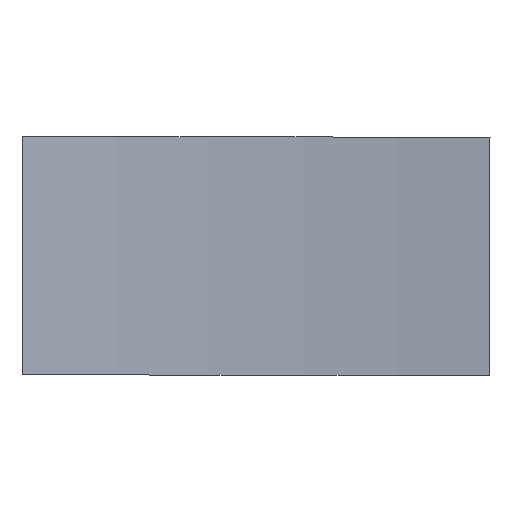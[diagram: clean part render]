
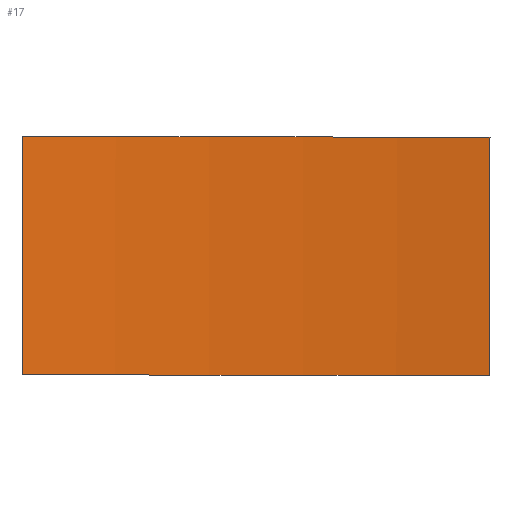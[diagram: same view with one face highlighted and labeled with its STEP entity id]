
A CAD part, top view. The second image highlights one B-rep face of the part: STEP entity #17.
In plain terms, the highlighted cylindrical face has radius 54.431 mm (diameter 108.861 mm), a partial arc.
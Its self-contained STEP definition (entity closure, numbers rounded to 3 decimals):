
#17 = ADVANCED_FACE('',(#18),#33,.F.);
#18 = FACE_BOUND('',#19,.F.);
#19 = EDGE_LOOP('',(#20,#66,#104,#143));
#20 = ORIENTED_EDGE('',*,*,#21,.T.);
#21 = EDGE_CURVE('',#22,#24,#26,.T.);
#22 = VERTEX_POINT('',#23);
#23 = CARTESIAN_POINT('',(-7.846,4.011,
    0.012));
#24 = VERTEX_POINT('',#25);
#25 = CARTESIAN_POINT('',(7.857,3.989,
    -0.01));
#26 = SURFACE_CURVE('',#27,(#32),.PCURVE_S1.);
#27 = CIRCLE('',#28,54.431);
#28 = AXIS2_PLACEMENT_3D('',#29,#30,#31);
#29 = CARTESIAN_POINT('',(0.078,3.988,
    53.862));
#30 = DIRECTION('',(-0.001,-1.,
    0.));
#31 = DIRECTION('',(-0.146,0.,-0.989)
  );
#32 = PCURVE('',#33,#38);
#33 = CYLINDRICAL_SURFACE('',#34,54.431);
#34 = AXIS2_PLACEMENT_3D('',#35,#36,#37);
#35 = CARTESIAN_POINT('',(0.08,4.788,
    53.862));
#36 = DIRECTION('',(-0.001,-1.,
    0.));
#37 = DIRECTION('',(-0.913,0.001,-0.409)
  );
#38 = DEFINITIONAL_REPRESENTATION('',(#39),#65);
#39 = B_SPLINE_CURVE_WITH_KNOTS('',3,(#40,#41,#42,#43,#44,#45,#46,#47,
    #48,#49,#50,#51,#52,#53,#54,#55,#56,#57,#58,#59,#60,#61,#62,#63,#64)
  ,.UNSPECIFIED.,.F.,.F.,(4,1,1,1,1,1,1,1,1,1,1,1,1,1,1,1,1,1,1,1,1,1,4)
  ,(0.,0.013,0.026,0.039,
    0.053,0.066,0.079,
    0.092,0.105,0.118,0.132,
    0.145,0.158,0.171,0.184,
    0.197,0.211,0.224,0.237,
    0.25,0.263,0.276,0.29),
  .QUASI_UNIFORM_KNOTS.);
#40 = CARTESIAN_POINT('',(1.004,0.8));
#41 = CARTESIAN_POINT('',(1.008,0.8));
#42 = CARTESIAN_POINT('',(1.017,0.8));
#43 = CARTESIAN_POINT('',(1.03,0.8));
#44 = CARTESIAN_POINT('',(1.043,0.8));
#45 = CARTESIAN_POINT('',(1.056,0.8));
#46 = CARTESIAN_POINT('',(1.069,0.8));
#47 = CARTESIAN_POINT('',(1.083,0.8));
#48 = CARTESIAN_POINT('',(1.096,0.8));
#49 = CARTESIAN_POINT('',(1.109,0.8));
#50 = CARTESIAN_POINT('',(1.122,0.8));
#51 = CARTESIAN_POINT('',(1.135,0.8));
#52 = CARTESIAN_POINT('',(1.148,0.8));
#53 = CARTESIAN_POINT('',(1.161,0.8));
#54 = CARTESIAN_POINT('',(1.175,0.8));
#55 = CARTESIAN_POINT('',(1.188,0.8));
#56 = CARTESIAN_POINT('',(1.201,0.8));
#57 = CARTESIAN_POINT('',(1.214,0.8));
#58 = CARTESIAN_POINT('',(1.227,0.8));
#59 = CARTESIAN_POINT('',(1.24,0.8));
#60 = CARTESIAN_POINT('',(1.254,0.8));
#61 = CARTESIAN_POINT('',(1.267,0.8));
#62 = CARTESIAN_POINT('',(1.28,0.8));
#63 = CARTESIAN_POINT('',(1.289,0.8));
#64 = CARTESIAN_POINT('',(1.293,0.8));
#65 = ( GEOMETRIC_REPRESENTATION_CONTEXT(2) 
PARAMETRIC_REPRESENTATION_CONTEXT() REPRESENTATION_CONTEXT('2D SPACE',''
  ) );
#66 = ORIENTED_EDGE('',*,*,#67,.T.);
#67 = EDGE_CURVE('',#24,#68,#70,.T.);
#68 = VERTEX_POINT('',#69);
#69 = CARTESIAN_POINT('',(7.846,-4.011,
    -0.012));
#70 = SURFACE_CURVE('',#71,(#75),.PCURVE_S1.);
#71 = LINE('',#72,#73);
#72 = CARTESIAN_POINT('',(7.857,3.989,
    -0.01));
#73 = VECTOR('',#74,1.);
#74 = DIRECTION('',(-0.001,-1.,
    0.));
#75 = PCURVE('',#33,#76);
#76 = DEFINITIONAL_REPRESENTATION('',(#77),#103);
#77 = B_SPLINE_CURVE_WITH_KNOTS('',3,(#78,#79,#80,#81,#82,#83,#84,#85,
    #86,#87,#88,#89,#90,#91,#92,#93,#94,#95,#96,#97,#98,#99,#100,#101,
    #102),.UNSPECIFIED.,.F.,.F.,(4,1,1,1,1,1,1,1,1,1,1,1,1,1,1,1,1,1,1,1
    ,1,1,4),(0.,0.364,0.727,1.091,
    1.455,1.818,2.182,2.545,
    2.909,3.273,3.636,4.,
    4.364,4.727,5.091,5.455,
    5.818,6.182,6.545,6.909,
    7.273,7.636,8.),.QUASI_UNIFORM_KNOTS.);
#78 = CARTESIAN_POINT('',(1.293,0.8));
#79 = CARTESIAN_POINT('',(1.293,0.921));
#80 = CARTESIAN_POINT('',(1.293,1.164));
#81 = CARTESIAN_POINT('',(1.293,1.527));
#82 = CARTESIAN_POINT('',(1.293,1.891));
#83 = CARTESIAN_POINT('',(1.293,2.255));
#84 = CARTESIAN_POINT('',(1.293,2.618));
#85 = CARTESIAN_POINT('',(1.293,2.982));
#86 = CARTESIAN_POINT('',(1.293,3.345));
#87 = CARTESIAN_POINT('',(1.293,3.709));
#88 = CARTESIAN_POINT('',(1.293,4.073));
#89 = CARTESIAN_POINT('',(1.293,4.436));
#90 = CARTESIAN_POINT('',(1.293,4.8));
#91 = CARTESIAN_POINT('',(1.293,5.164));
#92 = CARTESIAN_POINT('',(1.293,5.527));
#93 = CARTESIAN_POINT('',(1.293,5.891));
#94 = CARTESIAN_POINT('',(1.293,6.255));
#95 = CARTESIAN_POINT('',(1.293,6.618));
#96 = CARTESIAN_POINT('',(1.293,6.982));
#97 = CARTESIAN_POINT('',(1.293,7.345));
#98 = CARTESIAN_POINT('',(1.293,7.709));
#99 = CARTESIAN_POINT('',(1.293,8.073));
#100 = CARTESIAN_POINT('',(1.293,8.436));
#101 = CARTESIAN_POINT('',(1.293,8.679));
#102 = CARTESIAN_POINT('',(1.293,8.8));
#103 = ( GEOMETRIC_REPRESENTATION_CONTEXT(2) 
PARAMETRIC_REPRESENTATION_CONTEXT() REPRESENTATION_CONTEXT('2D SPACE',''
  ) );
#104 = ORIENTED_EDGE('',*,*,#105,.T.);
#105 = EDGE_CURVE('',#68,#106,#108,.T.);
#106 = VERTEX_POINT('',#107);
#107 = CARTESIAN_POINT('',(-7.857,-3.989,
    0.01));
#108 = SURFACE_CURVE('',#109,(#114),.PCURVE_S1.);
#109 = CIRCLE('',#110,54.431);
#110 = AXIS2_PLACEMENT_3D('',#111,#112,#113);
#111 = CARTESIAN_POINT('',(0.068,-4.012,
    53.86));
#112 = DIRECTION('',(0.001,1.,0.
    ));
#113 = DIRECTION('',(0.143,0.,-0.99)
  );
#114 = PCURVE('',#33,#115);
#115 = DEFINITIONAL_REPRESENTATION('',(#116),#142);
#116 = B_SPLINE_CURVE_WITH_KNOTS('',3,(#117,#118,#119,#120,#121,#122,
    #123,#124,#125,#126,#127,#128,#129,#130,#131,#132,#133,#134,#135,
    #136,#137,#138,#139,#140,#141),.UNSPECIFIED.,.F.,.F.,(4,1,1,1,1,1,1,
    1,1,1,1,1,1,1,1,1,1,1,1,1,1,1,4),(0.,0.013,
    0.026,0.039,0.053,
    0.066,0.079,0.092,
    0.105,0.118,0.132,0.145,
    0.158,0.171,0.184,0.197,
    0.211,0.224,0.237,0.25,
    0.263,0.276,0.29),
  .QUASI_UNIFORM_KNOTS.);
#117 = CARTESIAN_POINT('',(1.293,8.8));
#118 = CARTESIAN_POINT('',(1.289,8.8));
#119 = CARTESIAN_POINT('',(1.28,8.8));
#120 = CARTESIAN_POINT('',(1.267,8.8));
#121 = CARTESIAN_POINT('',(1.254,8.8));
#122 = CARTESIAN_POINT('',(1.24,8.8));
#123 = CARTESIAN_POINT('',(1.227,8.8));
#124 = CARTESIAN_POINT('',(1.214,8.8));
#125 = CARTESIAN_POINT('',(1.201,8.8));
#126 = CARTESIAN_POINT('',(1.188,8.8));
#127 = CARTESIAN_POINT('',(1.175,8.8));
#128 = CARTESIAN_POINT('',(1.161,8.8));
#129 = CARTESIAN_POINT('',(1.148,8.8));
#130 = CARTESIAN_POINT('',(1.135,8.8));
#131 = CARTESIAN_POINT('',(1.122,8.8));
#132 = CARTESIAN_POINT('',(1.109,8.8));
#133 = CARTESIAN_POINT('',(1.096,8.8));
#134 = CARTESIAN_POINT('',(1.083,8.8));
#135 = CARTESIAN_POINT('',(1.069,8.8));
#136 = CARTESIAN_POINT('',(1.056,8.8));
#137 = CARTESIAN_POINT('',(1.043,8.8));
#138 = CARTESIAN_POINT('',(1.03,8.8));
#139 = CARTESIAN_POINT('',(1.017,8.8));
#140 = CARTESIAN_POINT('',(1.008,8.8));
#141 = CARTESIAN_POINT('',(1.004,8.8));
#142 = ( GEOMETRIC_REPRESENTATION_CONTEXT(2) 
PARAMETRIC_REPRESENTATION_CONTEXT() REPRESENTATION_CONTEXT('2D SPACE',''
  ) );
#143 = ORIENTED_EDGE('',*,*,#144,.T.);
#144 = EDGE_CURVE('',#106,#22,#145,.T.);
#145 = SURFACE_CURVE('',#146,(#150),.PCURVE_S1.);
#146 = LINE('',#147,#148);
#147 = CARTESIAN_POINT('',(-7.857,-3.989,
    0.01));
#148 = VECTOR('',#149,1.);
#149 = DIRECTION('',(0.001,1.,0.
    ));
#150 = PCURVE('',#33,#151);
#151 = DEFINITIONAL_REPRESENTATION('',(#152),#178);
#152 = B_SPLINE_CURVE_WITH_KNOTS('',3,(#153,#154,#155,#156,#157,#158,
    #159,#160,#161,#162,#163,#164,#165,#166,#167,#168,#169,#170,#171,
    #172,#173,#174,#175,#176,#177),.UNSPECIFIED.,.F.,.F.,(4,1,1,1,1,1,1,
    1,1,1,1,1,1,1,1,1,1,1,1,1,1,1,4),(-0.,0.364,0.727,
    1.091,1.455,1.818,2.182,
    2.545,2.909,3.273,3.636,
    4.,4.364,4.727,5.091,
    5.455,5.818,6.182,6.545,
    6.909,7.273,7.636,8.),
  .QUASI_UNIFORM_KNOTS.);
#153 = CARTESIAN_POINT('',(1.004,8.8));
#154 = CARTESIAN_POINT('',(1.004,8.679));
#155 = CARTESIAN_POINT('',(1.004,8.436));
#156 = CARTESIAN_POINT('',(1.004,8.073));
#157 = CARTESIAN_POINT('',(1.004,7.709));
#158 = CARTESIAN_POINT('',(1.004,7.345));
#159 = CARTESIAN_POINT('',(1.004,6.982));
#160 = CARTESIAN_POINT('',(1.004,6.618));
#161 = CARTESIAN_POINT('',(1.004,6.255));
#162 = CARTESIAN_POINT('',(1.004,5.891));
#163 = CARTESIAN_POINT('',(1.004,5.527));
#164 = CARTESIAN_POINT('',(1.004,5.164));
#165 = CARTESIAN_POINT('',(1.004,4.8));
#166 = CARTESIAN_POINT('',(1.004,4.436));
#167 = CARTESIAN_POINT('',(1.004,4.073));
#168 = CARTESIAN_POINT('',(1.004,3.709));
#169 = CARTESIAN_POINT('',(1.004,3.345));
#170 = CARTESIAN_POINT('',(1.004,2.982));
#171 = CARTESIAN_POINT('',(1.004,2.618));
#172 = CARTESIAN_POINT('',(1.004,2.255));
#173 = CARTESIAN_POINT('',(1.004,1.891));
#174 = CARTESIAN_POINT('',(1.004,1.527));
#175 = CARTESIAN_POINT('',(1.004,1.164));
#176 = CARTESIAN_POINT('',(1.004,0.921));
#177 = CARTESIAN_POINT('',(1.004,0.8));
#178 = ( GEOMETRIC_REPRESENTATION_CONTEXT(2) 
PARAMETRIC_REPRESENTATION_CONTEXT() REPRESENTATION_CONTEXT('2D SPACE',''
  ) );
